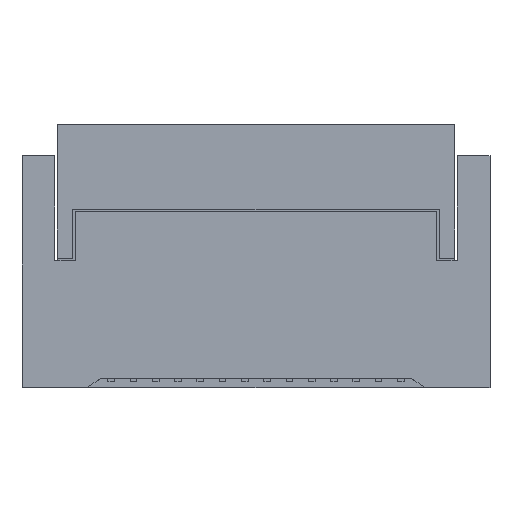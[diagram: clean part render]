
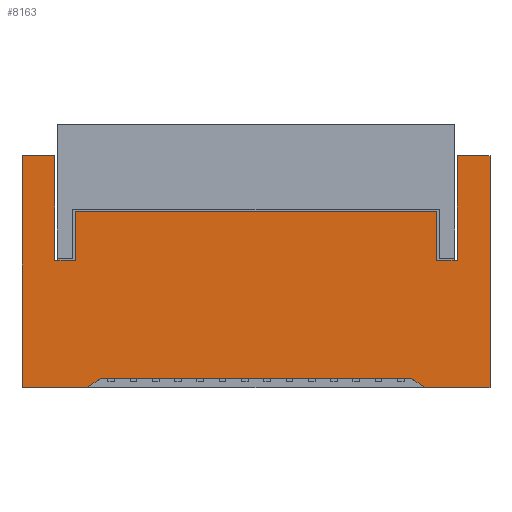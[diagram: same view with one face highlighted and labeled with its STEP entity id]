
A CAD part, top view. The second image highlights one B-rep face of the part: STEP entity #8163.
In plain terms, the highlighted planar face has unit normal (0, 0, 1).
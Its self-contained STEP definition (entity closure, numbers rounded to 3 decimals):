
#97=PLANE('',#8644);
#448=FACE_OUTER_BOUND('',#886,.T.);
#886=EDGE_LOOP('',(#6128,#6129,#6130,#6131,#6132,#6133,#6134,#6135,#6136,
#6137,#6138,#6139,#6140,#6141,#6142,#6143));
#1305=LINE('',#11588,#2333);
#1315=LINE('',#11607,#2343);
#1324=LINE('',#11623,#2352);
#1348=LINE('',#11683,#2376);
#1412=LINE('',#11822,#2440);
#1414=LINE('',#11825,#2442);
#1436=LINE('',#11869,#2464);
#1440=LINE('',#11875,#2468);
#1444=LINE('',#11883,#2472);
#1446=LINE('',#11886,#2474);
#1644=LINE('',#12275,#2672);
#1646=LINE('',#12278,#2674);
#1652=LINE('',#12290,#2680);
#1653=LINE('',#12292,#2681);
#1654=LINE('',#12294,#2682);
#1655=LINE('',#12295,#2683);
#2333=VECTOR('',#9261,2.35);
#2343=VECTOR('',#9273,0.74);
#2352=VECTOR('',#9284,5.2);
#2376=VECTOR('',#9346,5.2);
#2440=VECTOR('',#9452,2.35);
#2442=VECTOR('',#9456,0.74);
#2464=VECTOR('',#9492,0.45);
#2468=VECTOR('',#9498,0.45);
#2472=VECTOR('',#9506,1.475);
#2474=VECTOR('',#9508,1.475);
#2672=VECTOR('',#9760,6.99);
#2674=VECTOR('',#9764,0.344);
#2680=VECTOR('',#9774,0.344);
#2681=VECTOR('',#9775,1.1);
#2682=VECTOR('',#9776,8.12);
#2683=VECTOR('',#9777,1.1);
#3567=VERTEX_POINT('',#11586);
#3568=VERTEX_POINT('',#11587);
#3576=VERTEX_POINT('',#11606);
#3582=VERTEX_POINT('',#11621);
#3598=VERTEX_POINT('',#11680);
#3599=VERTEX_POINT('',#11682);
#3652=VERTEX_POINT('',#11819);
#3653=VERTEX_POINT('',#11821);
#3668=VERTEX_POINT('',#11868);
#3669=VERTEX_POINT('',#11873);
#3670=VERTEX_POINT('',#11880);
#3672=VERTEX_POINT('',#11885);
#3835=VERTEX_POINT('',#12272);
#3836=VERTEX_POINT('',#12274);
#3841=VERTEX_POINT('',#12291);
#3842=VERTEX_POINT('',#12293);
#4373=EDGE_CURVE('',#3567,#3568,#1305,.T.);
#4383=EDGE_CURVE('',#3576,#3567,#1315,.T.);
#4392=EDGE_CURVE('',#3576,#3582,#1324,.T.);
#4423=EDGE_CURVE('',#3599,#3598,#1348,.T.);
#4494=EDGE_CURVE('',#3653,#3652,#1412,.T.);
#4496=EDGE_CURVE('',#3598,#3653,#1414,.T.);
#4518=EDGE_CURVE('',#3568,#3668,#1436,.T.);
#4522=EDGE_CURVE('',#3669,#3652,#1440,.T.);
#4526=EDGE_CURVE('',#3582,#3670,#1444,.T.);
#4528=EDGE_CURVE('',#3672,#3599,#1446,.T.);
#4730=EDGE_CURVE('',#3835,#3836,#1644,.T.);
#4732=EDGE_CURVE('',#3836,#3670,#1646,.T.);
#4738=EDGE_CURVE('',#3672,#3835,#1652,.T.);
#4739=EDGE_CURVE('',#3841,#3669,#1653,.T.);
#4740=EDGE_CURVE('',#3842,#3841,#1654,.T.);
#4741=EDGE_CURVE('',#3668,#3842,#1655,.T.);
#6128=ORIENTED_EDGE('',*,*,#4392,.T.);
#6129=ORIENTED_EDGE('',*,*,#4526,.T.);
#6130=ORIENTED_EDGE('',*,*,#4732,.F.);
#6131=ORIENTED_EDGE('',*,*,#4730,.F.);
#6132=ORIENTED_EDGE('',*,*,#4738,.F.);
#6133=ORIENTED_EDGE('',*,*,#4528,.T.);
#6134=ORIENTED_EDGE('',*,*,#4423,.T.);
#6135=ORIENTED_EDGE('',*,*,#4496,.T.);
#6136=ORIENTED_EDGE('',*,*,#4494,.T.);
#6137=ORIENTED_EDGE('',*,*,#4522,.F.);
#6138=ORIENTED_EDGE('',*,*,#4739,.F.);
#6139=ORIENTED_EDGE('',*,*,#4740,.F.);
#6140=ORIENTED_EDGE('',*,*,#4741,.F.);
#6141=ORIENTED_EDGE('',*,*,#4518,.F.);
#6142=ORIENTED_EDGE('',*,*,#4373,.F.);
#6143=ORIENTED_EDGE('',*,*,#4383,.F.);
#8163=ADVANCED_FACE('',(#448),#97,.T.);
#8644=AXIS2_PLACEMENT_3D('',#12289,#9772,#9773);
#9261=DIRECTION('',(0.,-1.,0.));
#9273=DIRECTION('',(1.,0.,0.));
#9284=DIRECTION('',(0.,-1.,0.));
#9346=DIRECTION('',(0.,1.,0.));
#9452=DIRECTION('',(0.,-1.,0.));
#9456=DIRECTION('',(-1.,0.,0.));
#9492=DIRECTION('',(1.,0.,0.));
#9498=DIRECTION('',(1.,0.,0.));
#9506=DIRECTION('',(1.,0.,0.));
#9508=DIRECTION('',(1.,0.,0.));
#9760=DIRECTION('',(-1.,0.,0.));
#9764=DIRECTION('',(-0.814,-0.581,0.));
#9772=DIRECTION('center_axis',(0.,0.,1.));
#9773=DIRECTION('ref_axis',(1.,0.,0.));
#9774=DIRECTION('',(-0.814,0.581,0.));
#9775=DIRECTION('',(0.,-1.,0.));
#9776=DIRECTION('',(1.,0.,0.));
#9777=DIRECTION('',(0.,1.,0.));
#11586=CARTESIAN_POINT('',(-4.51,3.7,-1.7));
#11587=CARTESIAN_POINT('',(-4.51,1.35,-1.7));
#11588=CARTESIAN_POINT('',(-4.51,3.7,-1.7));
#11606=CARTESIAN_POINT('',(-5.25,3.7,-1.7));
#11607=CARTESIAN_POINT('',(-5.25,3.7,-1.7));
#11621=CARTESIAN_POINT('',(-5.25,-1.5,-1.7));
#11623=CARTESIAN_POINT('',(-5.25,3.7,-1.7));
#11680=CARTESIAN_POINT('',(5.25,3.7,-1.7));
#11682=CARTESIAN_POINT('',(5.25,-1.5,-1.7));
#11683=CARTESIAN_POINT('',(5.25,-1.5,-1.7));
#11819=CARTESIAN_POINT('',(4.51,1.35,-1.7));
#11821=CARTESIAN_POINT('',(4.51,3.7,-1.7));
#11822=CARTESIAN_POINT('',(4.51,3.7,-1.7));
#11825=CARTESIAN_POINT('',(5.25,3.7,-1.7));
#11868=CARTESIAN_POINT('',(-4.06,1.35,-1.7));
#11869=CARTESIAN_POINT('',(-4.51,1.35,-1.7));
#11873=CARTESIAN_POINT('',(4.06,1.35,-1.7));
#11875=CARTESIAN_POINT('',(4.06,1.35,-1.7));
#11880=CARTESIAN_POINT('',(-3.775,-1.5,-1.7));
#11883=CARTESIAN_POINT('',(-5.25,-1.5,-1.7));
#11885=CARTESIAN_POINT('',(3.775,-1.5,-1.7));
#11886=CARTESIAN_POINT('',(3.775,-1.5,-1.7));
#12272=CARTESIAN_POINT('',(3.495,-1.3,-1.7));
#12274=CARTESIAN_POINT('',(-3.495,-1.3,-1.7));
#12275=CARTESIAN_POINT('',(3.495,-1.3,-1.7));
#12278=CARTESIAN_POINT('',(-3.495,-1.3,-1.7));
#12289=CARTESIAN_POINT('Origin',(0.,-1.5,-1.7));
#12290=CARTESIAN_POINT('',(3.775,-1.5,-1.7));
#12291=CARTESIAN_POINT('',(4.06,2.45,-1.7));
#12292=CARTESIAN_POINT('',(4.06,2.45,-1.7));
#12293=CARTESIAN_POINT('',(-4.06,2.45,-1.7));
#12294=CARTESIAN_POINT('',(-4.06,2.45,-1.7));
#12295=CARTESIAN_POINT('',(-4.06,1.35,-1.7));
